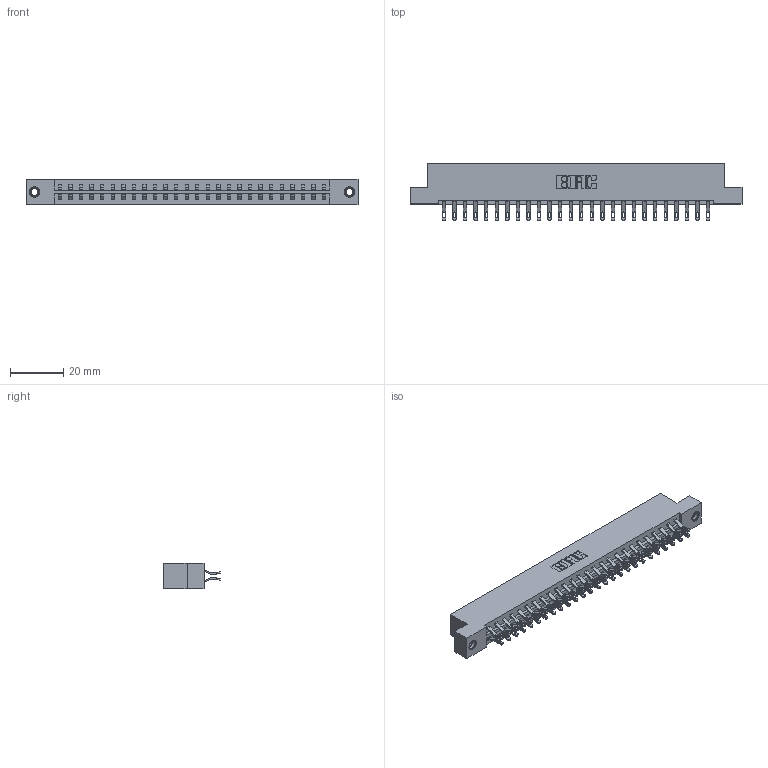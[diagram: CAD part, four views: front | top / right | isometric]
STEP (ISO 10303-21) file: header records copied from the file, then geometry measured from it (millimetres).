
FILE_DESCRIPTION (( 'STEP AP203' ), '1' );
FILE_NAME ('833-052-555-207.STEP', '2020-06-04T19:39:19', ( '' ), ( '' ), 'SwSTEP 2.0', 'SolidWorks 2020', '' );
FILE_SCHEMA (( 'CONFIG_CONTROL_DESIGN' ));
Length unit declared in the file: inch
Products named in the file (4): 345-250-001_345-250-005-103; 833-052-555-207; 345-292-001_555 Tail; 833 Part_Flush - .156 Dia - TI
Assembly tree (55 placements, depth 2):
  833-052-555-207
    833 Part_Flush - .156 Dia - TI
    345-292-001_555 Tail  x52
    345-250-001_345-250-005-103  x2
Bounding box: 124.56 x 21.47 x 9.4 mm (x, y, z)
Volume: 12704.7 mm3; surface area: 15446.4 mm2
Topology: 55 solids, 55 shells, 3190 faces, 9963 edges, 6634 vertices
Faces by surface type: plane 1870, cylinder 1304, cone 12, torus 4
Entity records: 20308 total; most frequent: CARTESIAN_POINT 3403, ORIENTED_EDGE 3302, DIRECTION 2937, EDGE_CURVE 1651, VECTOR 1483, LINE 1483, VERTEX_POINT 1096, AXIS2_PLACEMENT_3D 727
